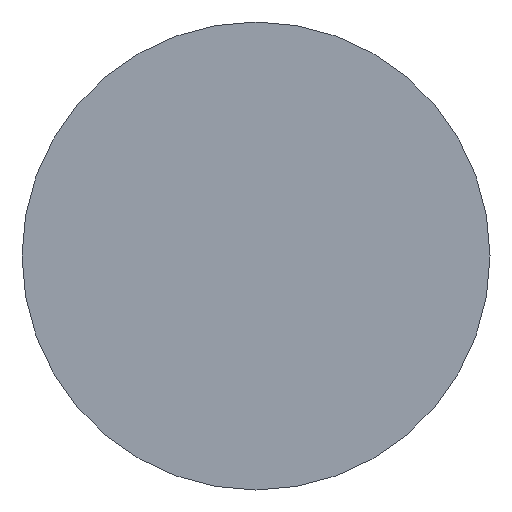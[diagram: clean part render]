
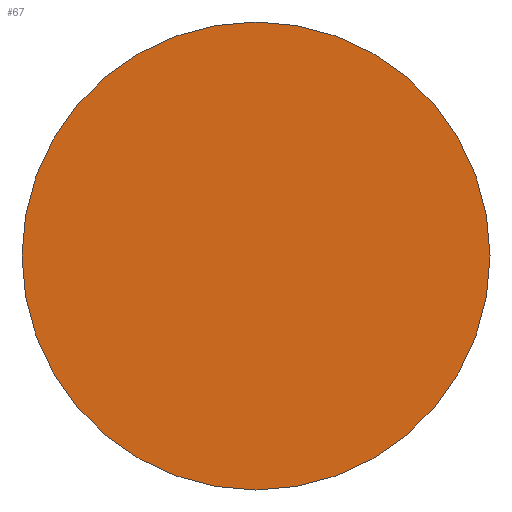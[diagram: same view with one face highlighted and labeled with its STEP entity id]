
A CAD part, front view. The second image highlights one B-rep face of the part: STEP entity #67.
In plain terms, the highlighted planar face has unit normal (0, -1, 0).
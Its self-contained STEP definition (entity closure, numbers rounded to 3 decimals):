
#8 = AXIS2_PLACEMENT_3D ( 'NONE', #92, #11, #51 ) ;
#9 = DIRECTION ( 'NONE',  ( 0., 0., 1. ) ) ;
#11 = DIRECTION ( 'NONE',  ( 0., 1., 0. ) ) ;
#15 = ORIENTED_EDGE ( 'NONE', *, *, #83, .F. ) ;
#19 = DIRECTION ( 'NONE',  ( 0., 1., 0. ) ) ;
#29 = DIRECTION ( 'NONE',  ( 0., 0., 1. ) ) ;
#40 = CARTESIAN_POINT ( 'NONE',  ( 0., 0., -1.5 ) ) ;
#41 = AXIS2_PLACEMENT_3D ( 'NONE', #64, #111, #29 ) ;
#47 = EDGE_CURVE ( 'NONE', #118, #59, #88, .T. ) ;
#50 = FACE_OUTER_BOUND ( 'NONE', #65, .T. ) ;
#51 = DIRECTION ( 'NONE',  ( 0., 0., 1. ) ) ;
#55 = PLANE ( 'NONE',  #124 ) ;
#59 = VERTEX_POINT ( 'NONE', #40 ) ;
#63 = CIRCLE ( 'NONE', #8, 1.5 ) ;
#64 = CARTESIAN_POINT ( 'NONE',  ( 0., 0., 0. ) ) ;
#65 = EDGE_LOOP ( 'NONE', ( #104, #15 ) ) ;
#67 = ADVANCED_FACE ( 'NONE', ( #50 ), #55, .F. ) ;
#83 = EDGE_CURVE ( 'NONE', #59, #118, #63, .T. ) ;
#88 = CIRCLE ( 'NONE', #41, 1.5 ) ;
#90 = CARTESIAN_POINT ( 'NONE',  ( 0., 0., 1.5 ) ) ;
#92 = CARTESIAN_POINT ( 'NONE',  ( 0., 0., 0. ) ) ;
#100 = CARTESIAN_POINT ( 'NONE',  ( 0., 0., 0. ) ) ;
#104 = ORIENTED_EDGE ( 'NONE', *, *, #47, .F. ) ;
#111 = DIRECTION ( 'NONE',  ( 0., 1., 0. ) ) ;
#118 = VERTEX_POINT ( 'NONE', #90 ) ;
#124 = AXIS2_PLACEMENT_3D ( 'NONE', #100, #19, #9 ) ;
